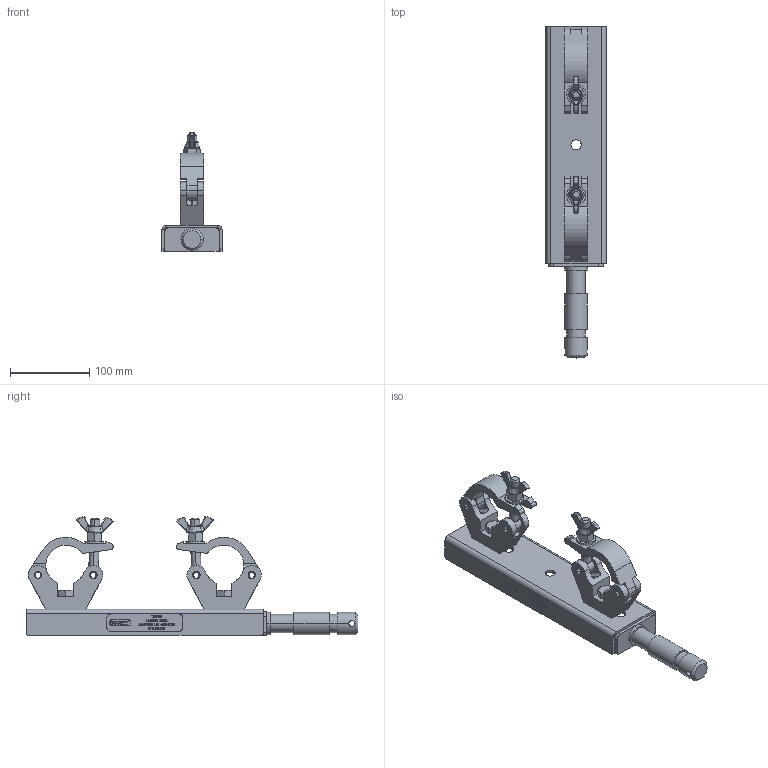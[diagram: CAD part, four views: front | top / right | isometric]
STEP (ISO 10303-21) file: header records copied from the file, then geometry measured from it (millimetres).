
FILE_DESCRIPTION (( 'STEP AP203' ), '1' );
FILE_NAME ('T58700.STEP', '2018-08-10T11:22:56', ( '' ), ( '' ), 'SwSTEP 2.0', 'SolidWorks 2016', '' );
FILE_SCHEMA (( 'CONFIG_CONTROL_DESIGN' ));
Length unit declared in the file: millimetre
Products named in the file (23): TH1245; TH156_TH650; F883_DIN 315-M12-GT-C-N; TH2255; TH566; TH157_NO ENGRAVING; A Washer_Bright washer BS 4320 - M12 (Form A); Hex Bolt_ISO 4016 - M12 x 45 x 45-WS; TH2254; T58700_LABEL; T57001_T57001 T PLATE; TH2001_TH2001 - 30MM WIDE; T58700; B Washer_Bright washer BS 4320 - M12 (Form B); Hex Bolt_ISO 4016 - M12 x 40 x 40-WS; SW3dPS-nyloc nut, st stl a2 iso_M12 NYLOC; F791; T78000; T74301_For Ladder Truss; TH2000_TH2000 - 30MM WIDE; Hex Nut Style 1 GradeAB_Doughty Fastners_Hexagon Nut ISO - 4032 - M12 - D - S; Single Coil Rectangular Section Spring Washer_Doughty Fastners_Rectangular section spring washer BS 4464 - 12 (Type B); TH1275_TH1275
Assembly tree (28 placements, depth 4):
  T58700
    TH1275_TH1275
      TH2254
      TH2255
    T74301_For Ladder Truss
      TH1245
      Hex Bolt_ISO 4016 - M12 x 45 x 45-WS
      B Washer_Bright washer BS 4320 - M12 (Form B)
      Single Coil Rectangular Section Spring Washer_Doughty Fastners_Rectangular section spring washer BS 4464 - 12 (Type B)
    T57001_T57001 T PLATE  x2
      TH156_TH650
        TH2000_TH2000 - 30MM WIDE
      TH157_NO ENGRAVING
        TH2001_TH2001 - 30MM WIDE
      T78000
        TH566
        A Washer_Bright washer BS 4320 - M12 (Form A)
        Hex Nut Style 1 GradeAB_Doughty Fastners_Hexagon Nut ISO - 4032 - M12 - D - S
        F883_DIN 315-M12-GT-C-N
      F791
    Hex Bolt_ISO 4016 - M12 x 40 x 40-WS  x2
    B Washer_Bright washer BS 4320 - M12 (Form B)  x2
    SW3dPS-nyloc nut, st stl a2 iso_M12 NYLOC  x2
    T58700_LABEL
Bounding box: 76.2 x 419 x 149.87 mm (x, y, z)
Volume: 448412 mm3; surface area: 196546.3 mm2
Topology: 29 solids, 29 shells, 1837 faces, 4614 edges, 2897 vertices
Faces by surface type: plane 601, cone 456, cylinder 419, bspline 311, torus 28, sphere 22
Entity records: 59297 total; most frequent: CARTESIAN_POINT 25163, ORIENTED_EDGE 6898, DIRECTION 5975, EDGE_CURVE 3449, VERTEX_POINT 2203, AXIS2_PLACEMENT_3D 2061, LINE 1853, VECTOR 1853
